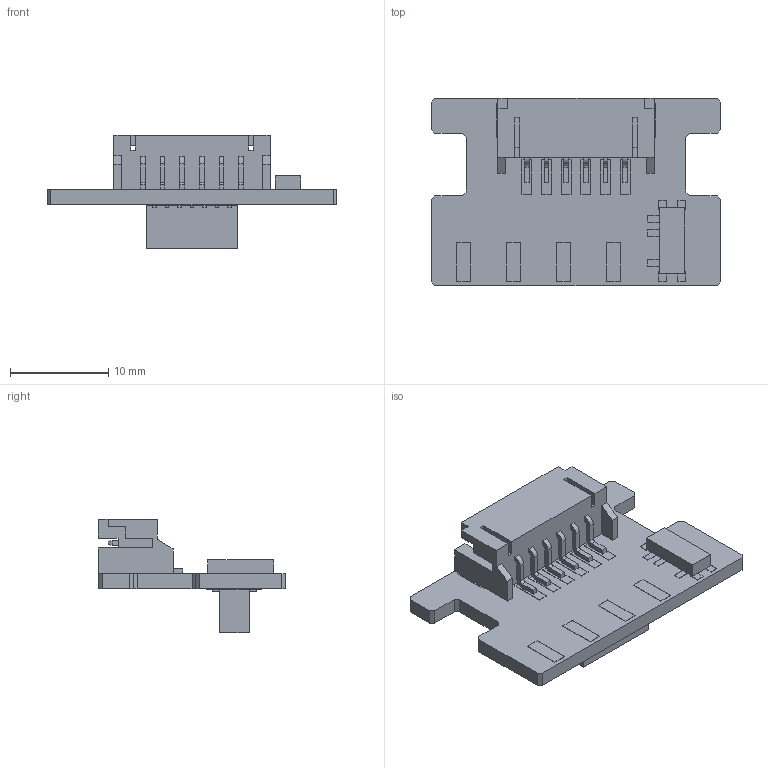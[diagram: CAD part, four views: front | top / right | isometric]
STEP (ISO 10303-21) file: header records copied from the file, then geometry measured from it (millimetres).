
FILE_DESCRIPTION (( 'STEP AP203' ), '1' );
FILE_NAME ('REV-11-1881.STEP', '2022-01-13T16:07:57', ( '' ), ( '' ), 'SwSTEP 2.0', 'SolidWorks 2022', '' );
FILE_SCHEMA (( 'CONFIG_CONTROL_DESIGN' ));
Length unit declared in the file: inch
Products named in the file (1): REV-11-1881
Bounding box: 29.46 x 19.05 x 11.5 mm (x, y, z)
Volume: 1143.5 mm3; surface area: 2577.1 mm2
Topology: 57 solids, 57 shells, 574 faces, 1326 edges, 876 vertices
Faces by surface type: plane 546, cylinder 28
Entity records: 15941 total; most frequent: CARTESIAN_POINT 2777, ORIENTED_EDGE 2652, DIRECTION 2532, EDGE_CURVE 1326, LINE 1270, VECTOR 1270, VERTEX_POINT 876, AXIS2_PLACEMENT_3D 631
